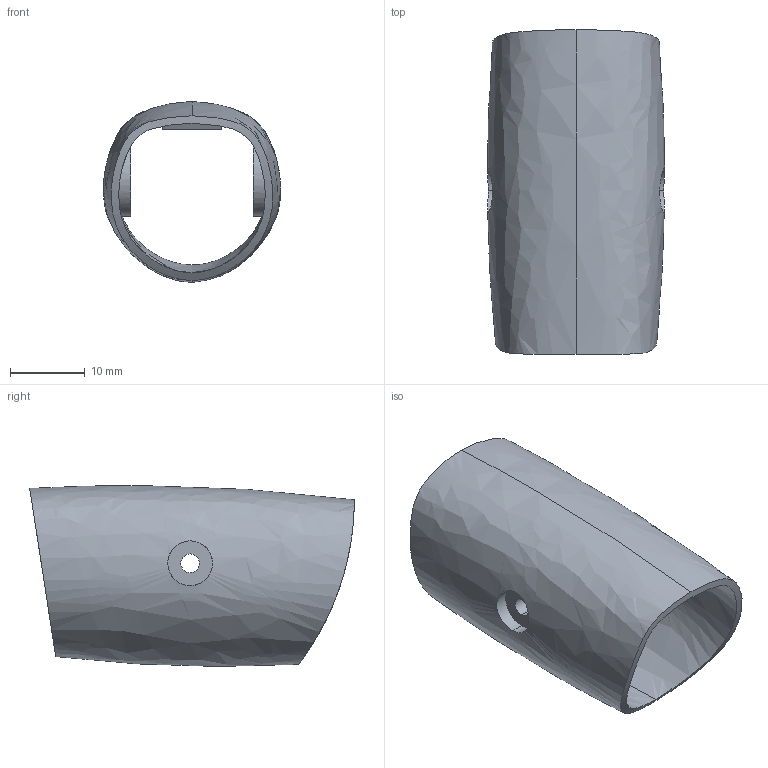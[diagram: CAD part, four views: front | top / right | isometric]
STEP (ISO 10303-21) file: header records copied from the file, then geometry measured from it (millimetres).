
FILE_DESCRIPTION (( 'STEP AP214' ), '1' );
FILE_NAME ('12.硌僇俋褲.STEP', '2025-11-13T16:27:28', ( '' ), ( '' ), 'SwSTEP 2.0', 'SolidWorks 2025', '' );
FILE_SCHEMA (( 'AUTOMOTIVE_DESIGN' ));
Length unit declared in the file: millimetre
Products named in the file (1): 12.指段外壳
Bounding box: 23.77 x 43.5 x 24.26 mm (x, y, z)
Volume: 3525.1 mm3; surface area: 6093.6 mm2
Topology: 1 solids, 1 shells, 36 faces, 96 edges, 64 vertices
Faces by surface type: cylinder 16, plane 16, bspline 4
Entity records: 4030 total; most frequent: CARTESIAN_POINT 3154, ORIENTED_EDGE 192, DIRECTION 147, EDGE_CURVE 96, VERTEX_POINT 64, AXIS2_PLACEMENT_3D 53, EDGE_LOOP 44, VECTOR 41
